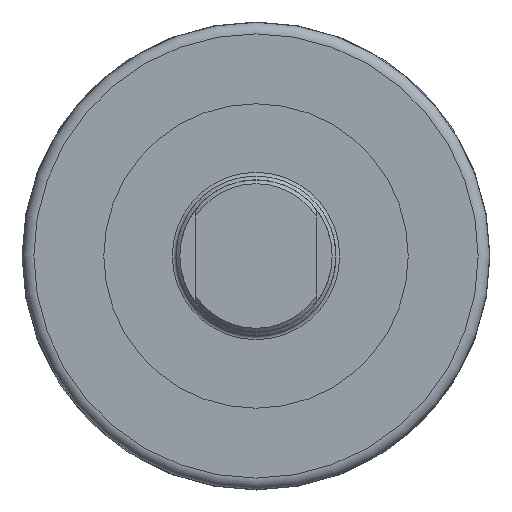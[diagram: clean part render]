
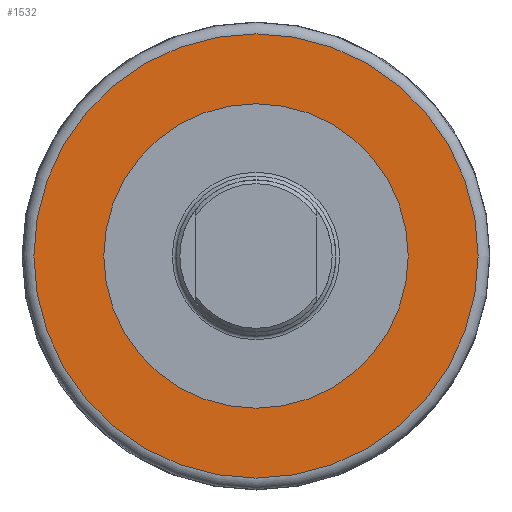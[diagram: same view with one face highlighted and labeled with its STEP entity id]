
A CAD part, left-side view. The second image highlights one B-rep face of the part: STEP entity #1532.
In plain terms, the highlighted planar face has unit normal (-1, 0, 0).
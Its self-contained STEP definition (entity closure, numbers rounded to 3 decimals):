
#86=FACE_BOUND('',#329,.T.);
#147=CIRCLE('',#1693,58.38);
#148=CIRCLE('',#1694,58.38);
#149=CIRCLE('',#1695,40.);
#150=CIRCLE('',#1696,40.);
#239=FACE_OUTER_BOUND('',#328,.T.);
#328=EDGE_LOOP('',(#1259,#1260));
#329=EDGE_LOOP('',(#1261,#1262));
#683=VERTEX_POINT('',#2645);
#684=VERTEX_POINT('',#2646);
#685=VERTEX_POINT('',#2649);
#686=VERTEX_POINT('',#2650);
#888=EDGE_CURVE('',#683,#684,#147,.T.);
#889=EDGE_CURVE('',#684,#683,#148,.T.);
#890=EDGE_CURVE('',#685,#686,#149,.T.);
#891=EDGE_CURVE('',#686,#685,#150,.T.);
#1259=ORIENTED_EDGE('',*,*,#888,.F.);
#1260=ORIENTED_EDGE('',*,*,#889,.F.);
#1261=ORIENTED_EDGE('',*,*,#890,.T.);
#1262=ORIENTED_EDGE('',*,*,#891,.T.);
#1461=PLANE('',#1692);
#1532=ADVANCED_FACE('',(#239,#86),#1461,.T.);
#1692=AXIS2_PLACEMENT_3D('',#2644,#2051,#2052);
#1693=AXIS2_PLACEMENT_3D('',#2647,#2053,#2054);
#1694=AXIS2_PLACEMENT_3D('',#2648,#2055,#2056);
#1695=AXIS2_PLACEMENT_3D('',#2651,#2057,#2058);
#1696=AXIS2_PLACEMENT_3D('',#2652,#2059,#2060);
#2051=DIRECTION('center_axis',(-1.,0.,0.));
#2052=DIRECTION('ref_axis',(0.,0.,
-1.));
#2053=DIRECTION('center_axis',(1.,0.,0.));
#2054=DIRECTION('ref_axis',(0.,1.,0.));
#2055=DIRECTION('center_axis',(1.,0.,0.));
#2056=DIRECTION('ref_axis',(0.,1.,0.));
#2057=DIRECTION('center_axis',(1.,0.,0.));
#2058=DIRECTION('ref_axis',(0.,1.,0.));
#2059=DIRECTION('center_axis',(1.,0.,0.));
#2060=DIRECTION('ref_axis',(0.,1.,0.));
#2644=CARTESIAN_POINT('Origin',(68.434,-66.832,0.));
#2645=CARTESIAN_POINT('',(68.434,-72.172,0.));
#2646=CARTESIAN_POINT('',(68.434,-13.793,-58.38));
#2647=CARTESIAN_POINT('Origin',(68.434,-13.793,0.));
#2648=CARTESIAN_POINT('Origin',(68.434,-13.793,0.));
#2649=CARTESIAN_POINT('',(68.434,-53.793,0.));
#2650=CARTESIAN_POINT('',(68.434,26.207,0.));
#2651=CARTESIAN_POINT('Origin',(68.434,-13.793,0.));
#2652=CARTESIAN_POINT('Origin',(68.434,-13.793,0.));
